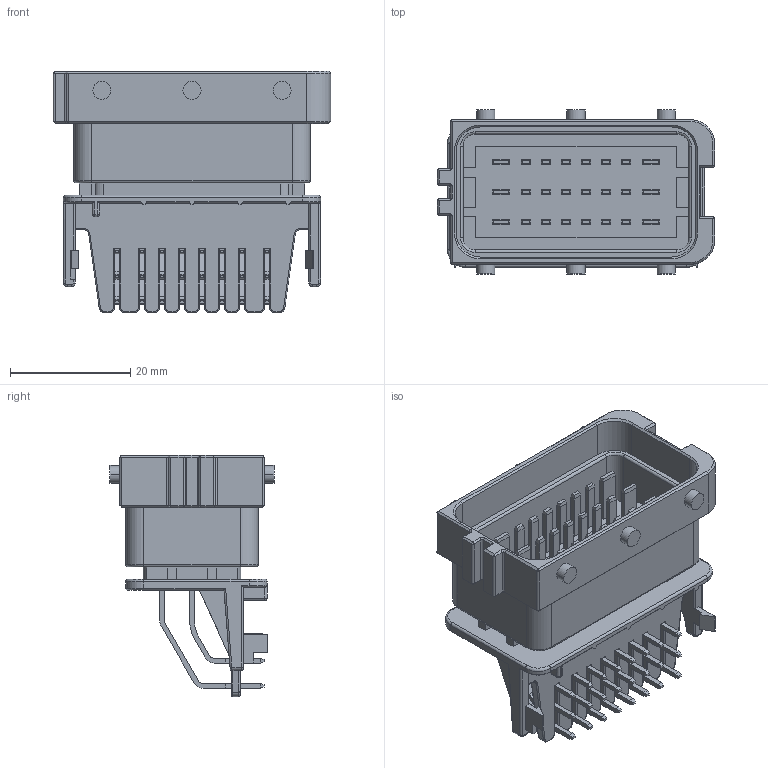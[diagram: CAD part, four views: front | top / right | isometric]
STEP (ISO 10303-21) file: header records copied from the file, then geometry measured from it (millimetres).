
FILE_DESCRIPTION (( 'STEP AP214' ), '1' );
FILE_NAME ('HCCPHPE24BKA90F.STEP', '2022-02-15T18:50:20', ( '' ), ( '' ), 'SwSTEP 2.0', 'SolidWorks 2017', '' );
FILE_SCHEMA (( 'AUTOMOTIVE_DESIGN' ));
Length unit declared in the file: millimetre
Products named in the file (2): HCCPHPE24BKA90F - old; HCCPHPE24BKA90F
Assembly tree (1 placements, depth 2):
  HCCPHPE24BKA90F
    HCCPHPE24BKA90F - old
Bounding box: 46.2 x 27.3 x 40.2 mm (x, y, z)
Volume: 10909 mm3; surface area: 13296.2 mm2
Topology: 49 solids, 49 shells, 1216 faces, 3022 edges, 1897 vertices
Faces by surface type: plane 879, cylinder 239, torus 56, cone 36, bspline 4, sphere 2
Entity records: 35858 total; most frequent: CARTESIAN_POINT 6261, ORIENTED_EDGE 6008, DIRECTION 5948, EDGE_CURVE 3004, LINE 2444, VECTOR 2444, VERTEX_POINT 1897, AXIS2_PLACEMENT_3D 1752
